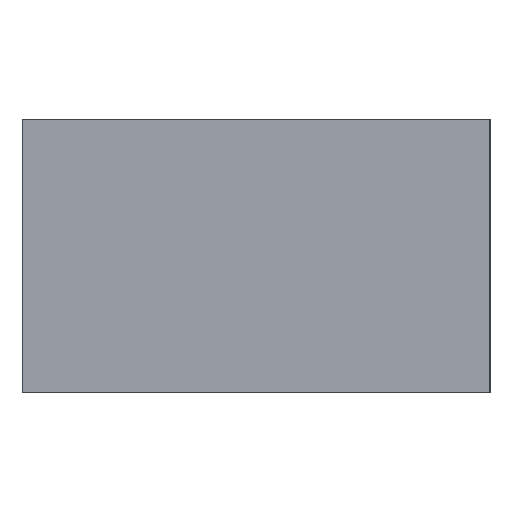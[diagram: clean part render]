
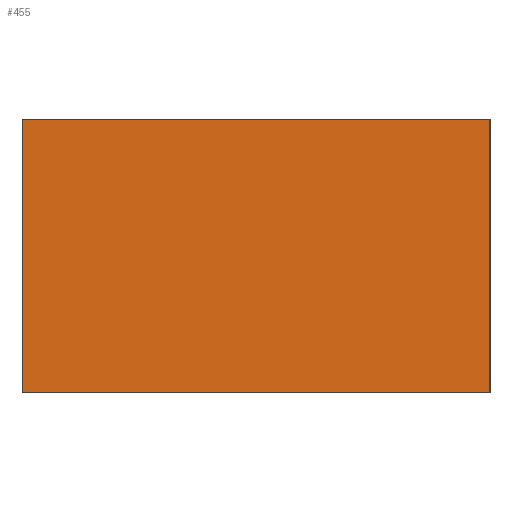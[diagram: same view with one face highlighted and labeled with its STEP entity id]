
A CAD part, left-side view. The second image highlights one B-rep face of the part: STEP entity #455.
In plain terms, the highlighted planar face has unit normal (-1, 0, 0).
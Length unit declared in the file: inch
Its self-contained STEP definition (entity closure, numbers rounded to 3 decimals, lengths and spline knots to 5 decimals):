
#48=PLANE('',#502);
#75=FACE_OUTER_BOUND('',#101,.T.);
#101=EDGE_LOOP('',(#413,#414,#415,#416));
#147=LINE('',#732,#199);
#155=LINE('',#747,#207);
#156=LINE('',#749,#208);
#157=LINE('',#750,#209);
#199=VECTOR('',#604,0.3937);
#207=VECTOR('',#616,0.3937);
#208=VECTOR('',#619,0.3937);
#209=VECTOR('',#620,0.3937);
#249=VERTEX_POINT('',#729);
#250=VERTEX_POINT('',#731);
#254=VERTEX_POINT('',#743);
#255=VERTEX_POINT('',#745);
#304=EDGE_CURVE('',#249,#250,#147,.T.);
#312=EDGE_CURVE('',#254,#255,#155,.T.);
#313=EDGE_CURVE('',#249,#254,#156,.T.);
#314=EDGE_CURVE('',#250,#255,#157,.T.);
#413=ORIENTED_EDGE('',*,*,#313,.T.);
#414=ORIENTED_EDGE('',*,*,#312,.T.);
#415=ORIENTED_EDGE('',*,*,#314,.F.);
#416=ORIENTED_EDGE('',*,*,#304,.F.);
#455=ADVANCED_FACE('',(#75),#48,.T.);
#502=AXIS2_PLACEMENT_3D('',#748,#617,#618);
#604=DIRECTION('',(0.,0.,1.));
#616=DIRECTION('',(0.,0.,1.));
#617=DIRECTION('center_axis',(-1.,0.,0.));
#618=DIRECTION('ref_axis',(0.,-1.,0.));
#619=DIRECTION('',(0.,-1.,0.));
#620=DIRECTION('',(0.,-1.,0.));
#729=CARTESIAN_POINT('',(0.,1.234,0.));
#731=CARTESIAN_POINT('',(0.,1.234,0.72));
#732=CARTESIAN_POINT('',(0.,1.234,0.));
#743=CARTESIAN_POINT('',(0.,0.,0.));
#745=CARTESIAN_POINT('',(0.,0.,0.72));
#747=CARTESIAN_POINT('',(0.,0.,0.));
#748=CARTESIAN_POINT('Origin',(0.,1.234,0.));
#749=CARTESIAN_POINT('',(0.,1.234,0.));
#750=CARTESIAN_POINT('',(0.,1.234,0.72));
